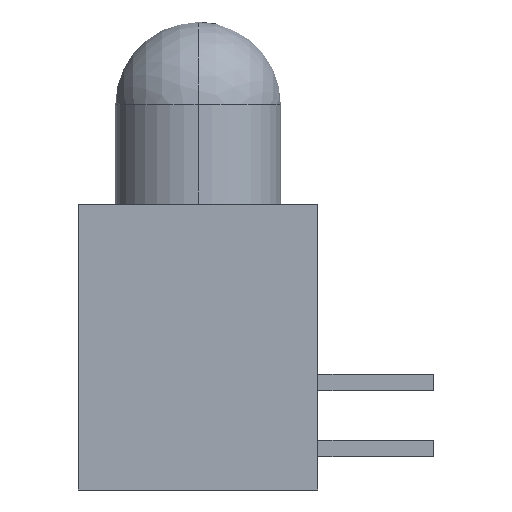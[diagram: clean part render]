
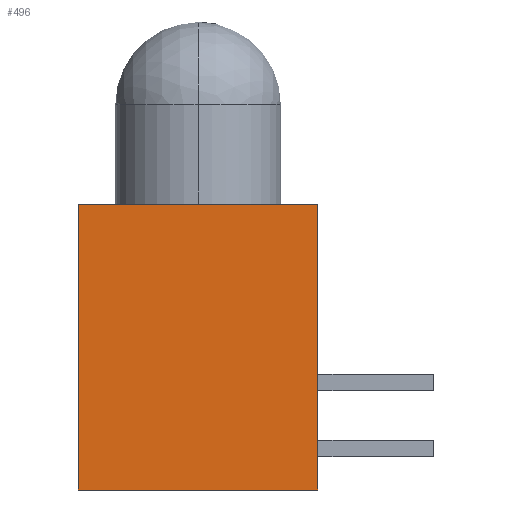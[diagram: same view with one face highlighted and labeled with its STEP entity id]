
A CAD part, left-side view. The second image highlights one B-rep face of the part: STEP entity #496.
In plain terms, the highlighted planar face has unit normal (-1, 0, 0).
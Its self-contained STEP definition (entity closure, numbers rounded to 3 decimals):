
#496 = ADVANCED_FACE ( 'NONE', ( #5650 ), #3252, .F. ) ;
#689 = EDGE_CURVE ( 'NONE', #1328, #1255, #6097, .T. ) ;
#692 = EDGE_CURVE ( 'NONE', #1327, #1254, #6106, .T. ) ;
#754 = ORIENTED_EDGE ( 'NONE', *, *, #1850, .T. ) ;
#755 = ORIENTED_EDGE ( 'NONE', *, *, #692, .T. ) ;
#756 = ORIENTED_EDGE ( 'NONE', *, *, #2448, .F. ) ;
#757 = ORIENTED_EDGE ( 'NONE', *, *, #689, .F. ) ;
#1254 = VERTEX_POINT ( 'NONE', #8034 ) ;
#1255 = VERTEX_POINT ( 'NONE', #8035 ) ;
#1327 = VERTEX_POINT ( 'NONE', #8107 ) ;
#1328 = VERTEX_POINT ( 'NONE', #8108 ) ;
#1850 = EDGE_CURVE ( 'NONE', #1328, #1327, #8689, .T. ) ;
#2448 = EDGE_CURVE ( 'NONE', #1255, #1254, #9890, .T. ) ;
#3252 = PLANE ( 'NONE',  #5654 ) ;
#3253 = CARTESIAN_POINT ( 'NONE',  ( 0., -4.485, -8.64 ) ) ;
#3254 = DIRECTION ( 'NONE',  ( 1., 0., 0. ) ) ;
#3255 = DIRECTION ( 'NONE',  ( 0., 0., -1. ) ) ;
#5234 = EDGE_LOOP ( 'NONE', ( #755, #756, #757, #754 ) ) ;
#5650 = FACE_OUTER_BOUND ( 'NONE', #5234, .T. ) ;
#5654 = AXIS2_PLACEMENT_3D ( 'NONE', #3253, #3254, #3255 ) ;
#6024 = VECTOR ( 'NONE', #6099, 1000. ) ;
#6026 = VECTOR ( 'NONE', #6108, 1000. ) ;
#6097 = LINE ( 'NONE', #6098, #6024 ) ;
#6098 = CARTESIAN_POINT ( 'NONE',  ( 0., -4.485, -8.64 ) ) ;
#6099 = DIRECTION ( 'NONE',  ( 0., 1., 0. ) ) ;
#6106 = LINE ( 'NONE', #6107, #6026 ) ;
#6107 = CARTESIAN_POINT ( 'NONE',  ( 0., -4.485, 0. ) ) ;
#6108 = DIRECTION ( 'NONE',  ( 0., 1., 0. ) ) ;
#8034 = CARTESIAN_POINT ( 'NONE',  ( 0., 7.24, 0. ) ) ;
#8035 = CARTESIAN_POINT ( 'NONE',  ( 0., 7.24, -8.64 ) ) ;
#8107 = CARTESIAN_POINT ( 'NONE',  ( 0., 0., 0. ) ) ;
#8108 = CARTESIAN_POINT ( 'NONE',  ( 0., 0., -8.64 ) ) ;
#8689 = LINE ( 'NONE', #8690, #9024 ) ;
#8690 = CARTESIAN_POINT ( 'NONE',  ( 0., 0., -8.64 ) ) ;
#8691 = DIRECTION ( 'NONE',  ( 0., 0., 1. ) ) ;
#9024 = VECTOR ( 'NONE', #8691, 1000. ) ;
#9720 = VECTOR ( 'NONE', #9892, 1000. ) ;
#9890 = LINE ( 'NONE', #9891, #9720 ) ;
#9891 = CARTESIAN_POINT ( 'NONE',  ( 0., 7.24, -8.64 ) ) ;
#9892 = DIRECTION ( 'NONE',  ( 0., 0., 1. ) ) ;
